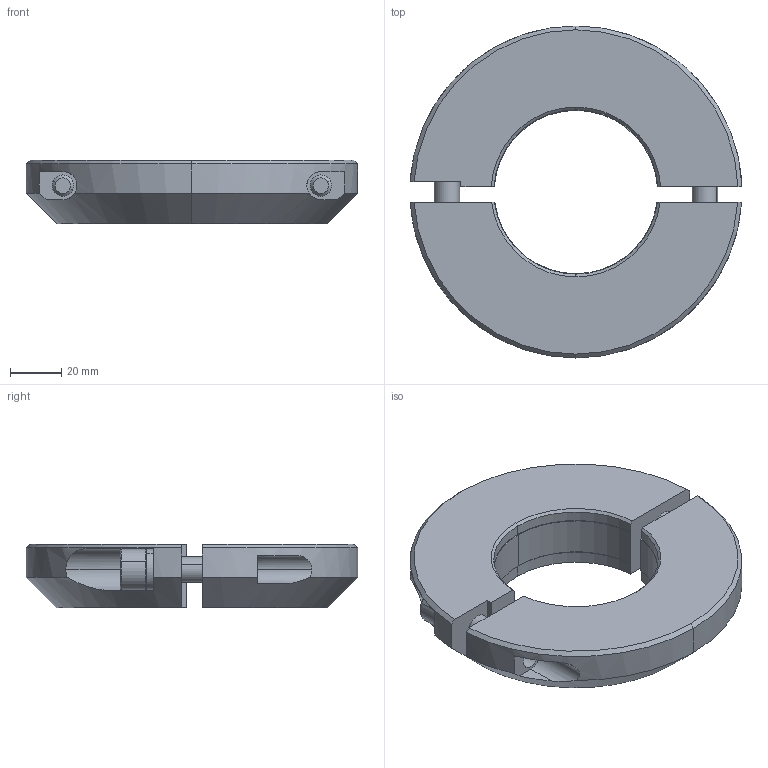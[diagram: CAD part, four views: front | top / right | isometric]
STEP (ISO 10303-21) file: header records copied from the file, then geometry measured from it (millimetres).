
FILE_DESCRIPTION(('no description'),'unknown implementation level');
FILE_NAME('07655DA3-B576-4E92-BDAF-F4661775E48A_export.stp',' ',('CIMSOURCE GmbH'),('CADClick - KiM GmbH - www.kimweb.de'),'unknown preprocess','ACIS','unknown authorization');
FILE_SCHEMA(('automotive_design'));
Length unit declared in the file: millimetre
Products named in the file (6): 663.170 Kaiser AR 93-125|693.131 Kaiser ETL �10,2_16L_Standard;NONE; 663.170 Kaiser AR 93-125|690.106 Kaiser ETL M10 X 35A_Standard;NONE; 663.170 Kaiser AR 93-125|663.923 Kaiser Ringsegment rechts_Standard;NONE; 663.170 Kaiser AR 93-125|663.924 Kaiser Ringsegment links_Standard;NONE
Bounding box: 129.85 x 130 x 25 mm (x, y, z)
Volume: 202589 mm3; surface area: 41817.2 mm2
Topology: 6 solids, 6 shells, 126 faces, 316 edges, 206 vertices
Faces by surface type: plane 54, cylinder 52, cone 16, torus 4
Entity records: 7758 total; most frequent: CARTESIAN_POINT 917, DIRECTION 678, STYLED_ITEM 654, PRESENTATION_STYLE_ASSIGNMENT 654, COLOUR_RGB 654, ORIENTED_EDGE 632, EDGE_CURVE 316, CURVE_STYLE 316
